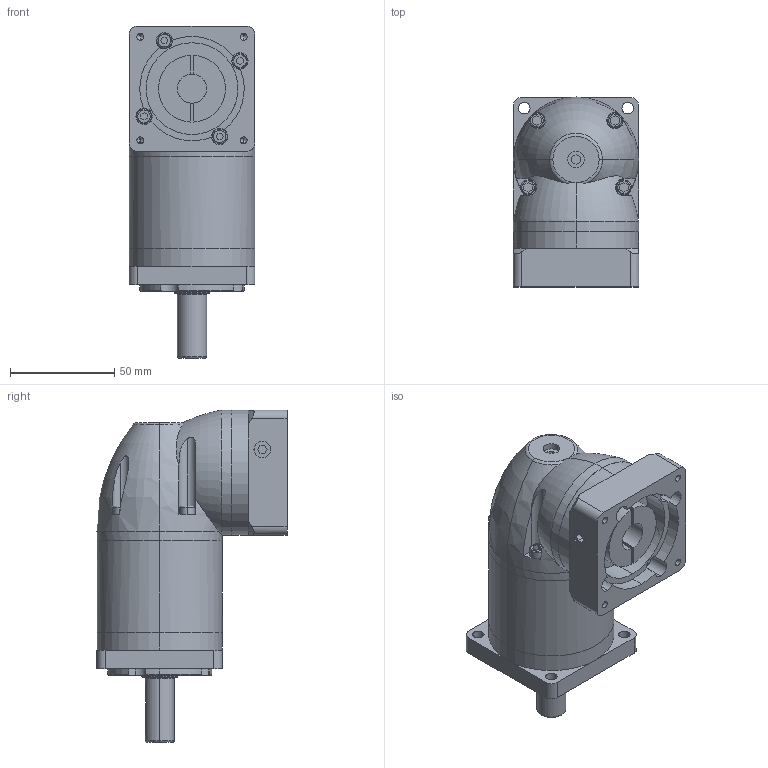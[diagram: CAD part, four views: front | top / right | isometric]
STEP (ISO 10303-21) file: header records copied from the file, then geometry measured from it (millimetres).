
FILE_DESCRIPTION (( 'STEP AP203' ), '1' );
FILE_NAME ('PZF060A-L2£¨14-30 50-3 4-4.5-70£©.STEP', '2022-05-31T07:05:02', ( '' ), ( '' ), 'SwSTEP 2.0', 'SolidWorks 2021', '' );
FILE_SCHEMA (( 'CONFIG_CONTROL_DESIGN' ));
Length unit declared in the file: millimetre
Products named in the file (1): PZF060A-L2（14-30 50-3 4-4.5-70）
Bounding box: 60 x 91 x 159 mm (x, y, z)
Volume: 399478.7 mm3; surface area: 57878.9 mm2
Topology: 2 solids, 6 shells, 366 faces, 895 edges, 573 vertices
Faces by surface type: plane 182, cylinder 128, torus 42, cone 14
Entity records: 11435 total; most frequent: CARTESIAN_POINT 2547, DIRECTION 1920, ORIENTED_EDGE 1770, EDGE_CURVE 885, AXIS2_PLACEMENT_3D 726, VERTEX_POINT 573, LINE 468, VECTOR 468
